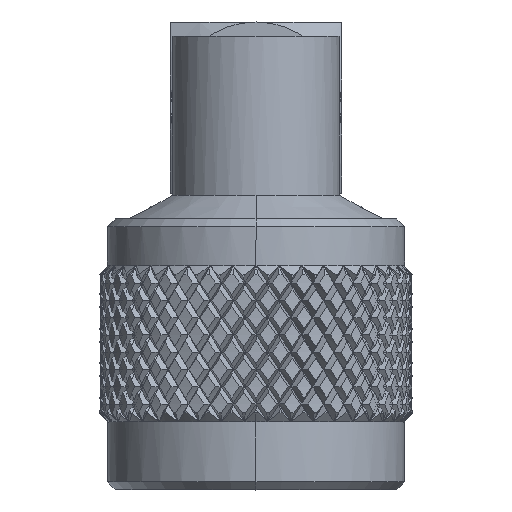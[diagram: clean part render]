
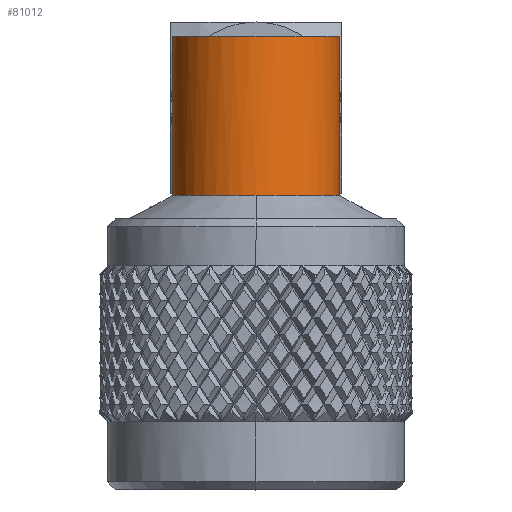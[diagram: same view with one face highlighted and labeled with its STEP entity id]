
A CAD part, top view. The second image highlights one B-rep face of the part: STEP entity #81012.
In plain terms, the highlighted cylindrical face has radius 5.395 mm (diameter 10.79 mm), a partial arc.
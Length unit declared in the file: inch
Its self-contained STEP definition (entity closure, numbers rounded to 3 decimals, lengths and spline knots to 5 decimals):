
#1146 = VERTEX_POINT ( 'NONE', #92971 ) ;
#4666 = AXIS2_PLACEMENT_3D ( 'NONE', #65118, #22345, #78757 ) ;
#7315 = CARTESIAN_POINT ( 'NONE',  ( -5.70743, 0., 0. ) ) ;
#12747 = VERTEX_POINT ( 'NONE', #58691 ) ;
#12946 = LINE ( 'NONE', #118428, #81057 ) ;
#20434 = DIRECTION ( 'NONE',  ( 0., 0., 1. ) ) ;
#22345 = DIRECTION ( 'NONE',  ( -1., 0., 0. ) ) ;
#26813 = CARTESIAN_POINT ( 'NONE',  ( 0.05962, 0., -0.21241 ) ) ;
#28314 = VERTEX_POINT ( 'NONE', #26813 ) ;
#40402 = ORIENTED_EDGE ( 'NONE', *, *, #45502, .F. ) ;
#43594 = CIRCLE ( 'NONE', #4666, 0.21241 ) ;
#45502 = EDGE_CURVE ( 'NONE', #96165, #28314, #101902, .T. ) ;
#49580 = ORIENTED_EDGE ( 'NONE', *, *, #171385, .T. ) ;
#51855 = DIRECTION ( 'NONE',  ( 1., 0., 0. ) ) ;
#58691 = CARTESIAN_POINT ( 'NONE',  ( 0.46208, -0.13037, 0.16769 ) ) ;
#62080 = DIRECTION ( 'NONE',  ( -1., 0., 0. ) ) ;
#65118 = CARTESIAN_POINT ( 'NONE',  ( 0.05962, 0., 0. ) ) ;
#66435 = EDGE_CURVE ( 'NONE', #96165, #80552, #123286, .T. ) ;
#67725 = FACE_OUTER_BOUND ( 'NONE', #132241, .T. ) ;
#67749 = AXIS2_PLACEMENT_3D ( 'NONE', #151277, #98327, #143000 ) ;
#71974 = CYLINDRICAL_SURFACE ( 'NONE', #155980, 0.21241 ) ;
#72101 = VECTOR ( 'NONE', #140634, 39.37008 ) ;
#75611 = EDGE_CURVE ( 'NONE', #1146, #12747, #12946, .T. ) ;
#78757 = DIRECTION ( 'NONE',  ( 0., 0., 1. ) ) ;
#80552 = VERTEX_POINT ( 'NONE', #87408 ) ;
#81012 = ADVANCED_FACE ( 'NONE', ( #67725 ), #71974, .T. ) ;
#81057 = VECTOR ( 'NONE', #51855, 39.37008 ) ;
#87408 = CARTESIAN_POINT ( 'NONE',  ( 0.46208, 0.13037, 0.16769 ) ) ;
#92971 = CARTESIAN_POINT ( 'NONE',  ( 0.05962, -0.13037, 0.16769 ) ) ;
#96165 = VERTEX_POINT ( 'NONE', #126997 ) ;
#98327 = DIRECTION ( 'NONE',  ( -1., 0., 0. ) ) ;
#98973 = ORIENTED_EDGE ( 'NONE', *, *, #75611, .F. ) ;
#101323 = CARTESIAN_POINT ( 'NONE',  ( 0.05962, 0.13037, 0.16769 ) ) ;
#101902 = CIRCLE ( 'NONE', #67749, 0.21241 ) ;
#102367 = CIRCLE ( 'NONE', #139171, 0.21241 ) ;
#104164 = CARTESIAN_POINT ( 'NONE',  ( 0.46208, 0., 0. ) ) ;
#118428 = CARTESIAN_POINT ( 'NONE',  ( 0.05962, -0.13037, 0.16769 ) ) ;
#123286 = LINE ( 'NONE', #101323, #72101 ) ;
#124337 = ORIENTED_EDGE ( 'NONE', *, *, #129464, .F. ) ;
#124787 = ORIENTED_EDGE ( 'NONE', *, *, #66435, .T. ) ;
#126997 = CARTESIAN_POINT ( 'NONE',  ( 0.05962, 0.13037, 0.16769 ) ) ;
#129464 = EDGE_CURVE ( 'NONE', #28314, #1146, #43594, .T. ) ;
#130992 = DIRECTION ( 'NONE',  ( 0., 0., 1. ) ) ;
#132241 = EDGE_LOOP ( 'NONE', ( #49580, #98973, #124337, #40402, #124787 ) ) ;
#139171 = AXIS2_PLACEMENT_3D ( 'NONE', #104164, #145222, #130992 ) ;
#140634 = DIRECTION ( 'NONE',  ( 1., 0., 0. ) ) ;
#143000 = DIRECTION ( 'NONE',  ( 0., 0., 1. ) ) ;
#145222 = DIRECTION ( 'NONE',  ( -1., 0., 0. ) ) ;
#151277 = CARTESIAN_POINT ( 'NONE',  ( 0.05962, 0., 0. ) ) ;
#155980 = AXIS2_PLACEMENT_3D ( 'NONE', #7315, #62080, #20434 ) ;
#171385 = EDGE_CURVE ( 'NONE', #80552, #12747, #102367, .T. ) ;
